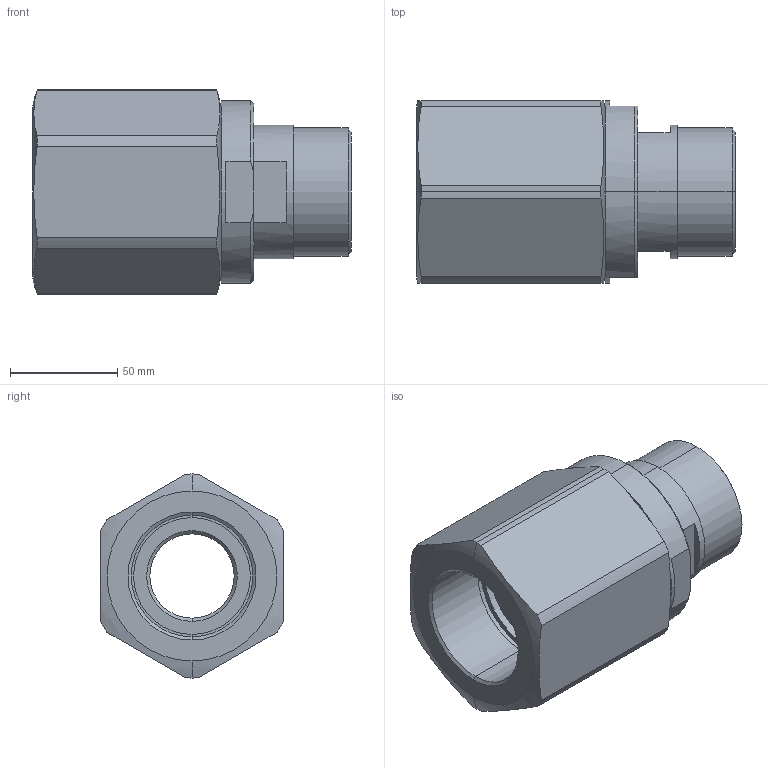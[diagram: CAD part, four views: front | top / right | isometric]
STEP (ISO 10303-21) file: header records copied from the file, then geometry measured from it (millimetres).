
FILE_DESCRIPTION (( 'STEP AP214' ), '1' );
FILE_NAME ('BAL-GGL50_IC_JV.STEP', '2016-10-13T10:28:30', ( '' ), ( '' ), 'SwSTEP 2.0', 'SolidWorks 2016', '' );
FILE_SCHEMA (( 'AUTOMOTIVE_DESIGN' ));
Length unit declared in the file: millimetre
Products named in the file (1): BAL-GGL50_IC_JV
Bounding box: 148.47 x 85 x 95 mm (x, y, z)
Volume: 529382.6 mm3; surface area: 70407.4 mm2
Topology: 1 solids, 1 shells, 59 faces, 141 edges, 89 vertices
Faces by surface type: cylinder 21, plane 21, cone 13, torus 4
Entity records: 1932 total; most frequent: CARTESIAN_POINT 446, DIRECTION 316, ORIENTED_EDGE 282, EDGE_CURVE 141, AXIS2_PLACEMENT_3D 131, VERTEX_POINT 89, CIRCLE 71, EDGE_LOOP 66
